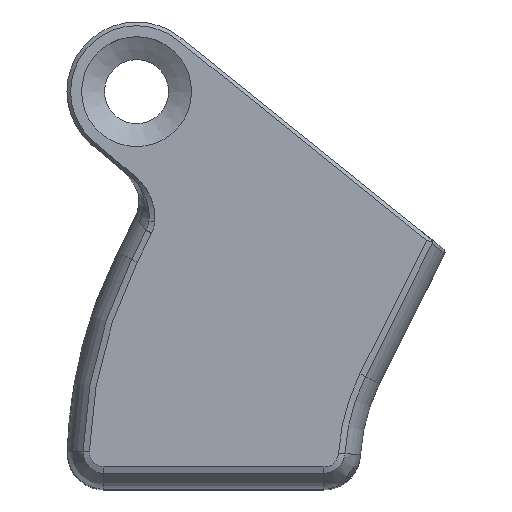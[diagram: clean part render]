
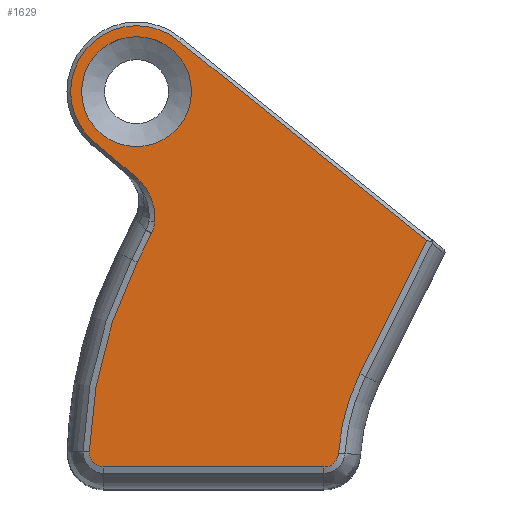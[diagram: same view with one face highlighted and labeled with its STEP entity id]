
A CAD part, top view. The second image highlights one B-rep face of the part: STEP entity #1629.
In plain terms, the highlighted planar face has unit normal (0, 0, 1).
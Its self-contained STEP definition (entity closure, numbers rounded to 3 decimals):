
#84=FACE_BOUND('',#305,.T.);
#86=B_SPLINE_CURVE_WITH_KNOTS('',3,(#2487,#2488,#2489,#2490,#2491,#2492,
#2493,#2494),.UNSPECIFIED.,.F.,.F.,(4,2,2,4),(0.062,0.131,
0.225,0.28),.UNSPECIFIED.);
#87=B_SPLINE_CURVE_WITH_KNOTS('',3,(#2496,#2497,#2498,#2499),
 .UNSPECIFIED.,.F.,.F.,(4,4),(0.183,0.446),
 .UNSPECIFIED.);
#88=B_SPLINE_CURVE_WITH_KNOTS('',3,(#2501,#2502,#2503,#2504),
 .UNSPECIFIED.,.F.,.F.,(4,4),(0.163,0.183),
 .UNSPECIFIED.);
#89=B_SPLINE_CURVE_WITH_KNOTS('',3,(#2506,#2507,#2508,#2509),
 .UNSPECIFIED.,.F.,.F.,(4,4),(-2.869,-2.695),
 .UNSPECIFIED.);
#90=B_SPLINE_CURVE_WITH_KNOTS('',3,(#2511,#2512,#2513,#2514),
 .UNSPECIFIED.,.F.,.F.,(4,4),(0.03,0.464),
 .UNSPECIFIED.);
#91=B_SPLINE_CURVE_WITH_KNOTS('',3,(#2516,#2517,#2518,#2519,#2520),
 .UNSPECIFIED.,.F.,.F.,(4,1,4),(-0.801,0.114,0.801),
 .UNSPECIFIED.);
#92=B_SPLINE_CURVE_WITH_KNOTS('',3,(#2522,#2523,#2524,#2525),
 .UNSPECIFIED.,.F.,.F.,(4,4),(0.728,1.929),
 .UNSPECIFIED.);
#93=B_SPLINE_CURVE_WITH_KNOTS('',3,(#2527,#2528,#2529,#2530,#2531),
 .UNSPECIFIED.,.F.,.F.,(4,1,4),(-1.51,-0.863,0.),
 .UNSPECIFIED.);
#94=B_SPLINE_CURVE_WITH_KNOTS('',3,(#2533,#2534,#2535,#2536),
 .UNSPECIFIED.,.F.,.F.,(4,4),(-0.232,0.171),
 .UNSPECIFIED.);
#95=B_SPLINE_CURVE_WITH_KNOTS('',3,(#2538,#2539,#2540,#2541),
 .UNSPECIFIED.,.F.,.F.,(4,4),(0.254,1.069),
 .UNSPECIFIED.);
#96=B_SPLINE_CURVE_WITH_KNOTS('',3,(#2549,#2550,#2551,#2552),
 .UNSPECIFIED.,.F.,.F.,(4,4),(-0.294,-0.284),
 .UNSPECIFIED.);
#97=B_SPLINE_CURVE_WITH_KNOTS('',3,(#2553,#2554,#2555,#2556),
 .UNSPECIFIED.,.F.,.F.,(4,4),(0.28,0.319),
 .UNSPECIFIED.);
#135=PLANE('',#1760);
#191=FACE_OUTER_BOUND('',#304,.T.);
#304=EDGE_LOOP('',(#1114,#1115,#1116,#1117,#1118,#1119,#1120,#1121,#1122,
#1123,#1124,#1125,#1126,#1127,#1128));
#305=EDGE_LOOP('',(#1129));
#419=LINE('',#2543,#504);
#420=LINE('',#2547,#505);
#504=VECTOR('',#1982,10.);
#505=VECTOR('',#1985,10.);
#590=CIRCLE('',#1759,3.);
#591=CIRCLE('',#1761,3.6);
#701=VERTEX_POINT('',#2481);
#702=VERTEX_POINT('',#2485);
#703=VERTEX_POINT('',#2486);
#704=VERTEX_POINT('',#2495);
#705=VERTEX_POINT('',#2500);
#706=VERTEX_POINT('',#2505);
#707=VERTEX_POINT('',#2510);
#708=VERTEX_POINT('',#2515);
#709=VERTEX_POINT('',#2521);
#710=VERTEX_POINT('',#2526);
#711=VERTEX_POINT('',#2532);
#712=VERTEX_POINT('',#2537);
#713=VERTEX_POINT('',#2542);
#714=VERTEX_POINT('',#2544);
#715=VERTEX_POINT('',#2546);
#716=VERTEX_POINT('',#2548);
#850=EDGE_CURVE('',#701,#701,#590,.T.);
#852=EDGE_CURVE('',#702,#703,#86,.T.);
#853=EDGE_CURVE('',#704,#702,#87,.T.);
#854=EDGE_CURVE('',#705,#704,#88,.T.);
#855=EDGE_CURVE('',#706,#705,#89,.T.);
#856=EDGE_CURVE('',#707,#706,#90,.T.);
#857=EDGE_CURVE('',#708,#707,#91,.T.);
#858=EDGE_CURVE('',#709,#708,#92,.T.);
#859=EDGE_CURVE('',#710,#709,#93,.T.);
#860=EDGE_CURVE('',#711,#710,#94,.T.);
#861=EDGE_CURVE('',#712,#711,#95,.T.);
#862=EDGE_CURVE('',#713,#712,#419,.T.);
#863=EDGE_CURVE('',#714,#713,#591,.T.);
#864=EDGE_CURVE('',#715,#714,#420,.T.);
#865=EDGE_CURVE('',#716,#715,#96,.T.);
#866=EDGE_CURVE('',#703,#716,#97,.T.);
#1114=ORIENTED_EDGE('',*,*,#852,.F.);
#1115=ORIENTED_EDGE('',*,*,#853,.F.);
#1116=ORIENTED_EDGE('',*,*,#854,.F.);
#1117=ORIENTED_EDGE('',*,*,#855,.F.);
#1118=ORIENTED_EDGE('',*,*,#856,.F.);
#1119=ORIENTED_EDGE('',*,*,#857,.F.);
#1120=ORIENTED_EDGE('',*,*,#858,.F.);
#1121=ORIENTED_EDGE('',*,*,#859,.F.);
#1122=ORIENTED_EDGE('',*,*,#860,.F.);
#1123=ORIENTED_EDGE('',*,*,#861,.F.);
#1124=ORIENTED_EDGE('',*,*,#862,.F.);
#1125=ORIENTED_EDGE('',*,*,#863,.F.);
#1126=ORIENTED_EDGE('',*,*,#864,.F.);
#1127=ORIENTED_EDGE('',*,*,#865,.F.);
#1128=ORIENTED_EDGE('',*,*,#866,.F.);
#1129=ORIENTED_EDGE('',*,*,#850,.T.);
#1629=ADVANCED_FACE('',(#191,#84),#135,.T.);
#1759=AXIS2_PLACEMENT_3D('',#2482,#1977,#1978);
#1760=AXIS2_PLACEMENT_3D('',#2484,#1980,#1981);
#1761=AXIS2_PLACEMENT_3D('',#2545,#1983,#1984);
#1977=DIRECTION('center_axis',(0.,0.,-1.));
#1978=DIRECTION('ref_axis',(1.,0.,0.));
#1980=DIRECTION('center_axis',(0.,0.,1.));
#1981=DIRECTION('ref_axis',(1.,0.,0.));
#1982=DIRECTION('',(0.779,-0.627,0.));
#1983=DIRECTION('center_axis',(0.,0.,-1.));
#1984=DIRECTION('ref_axis',(0.641,0.768,0.));
#1985=DIRECTION('',(-0.768,0.641,0.));
#2481=CARTESIAN_POINT('',(235.093,347.72,71.));
#2482=CARTESIAN_POINT('Origin',(238.093,347.72,71.));
#2484=CARTESIAN_POINT('Origin',(277.825,345.075,71.));
#2485=CARTESIAN_POINT('',(239.086,340.606,71.));
#2486=CARTESIAN_POINT('',(238.344,342.779,71.));
#2487=CARTESIAN_POINT('Ctrl Pts',(239.086,340.606,71.));
#2488=CARTESIAN_POINT('Ctrl Pts',(239.11,340.86,71.));
#2489=CARTESIAN_POINT('Ctrl Pts',(239.092,341.117,71.));
#2490=CARTESIAN_POINT('Ctrl Pts',(238.978,341.69,71.));
#2491=CARTESIAN_POINT('Ctrl Pts',(238.857,342.009,71.));
#2492=CARTESIAN_POINT('Ctrl Pts',(238.59,342.47,71.));
#2493=CARTESIAN_POINT('Ctrl Pts',(238.475,342.631,71.));
#2494=CARTESIAN_POINT('Ctrl Pts',(238.344,342.779,71.));
#2495=CARTESIAN_POINT('',(238.927,340.008,71.));
#2496=CARTESIAN_POINT('Ctrl Pts',(238.927,340.008,71.));
#2497=CARTESIAN_POINT('Ctrl Pts',(239.013,340.191,71.));
#2498=CARTESIAN_POINT('Ctrl Pts',(239.066,340.394,71.));
#2499=CARTESIAN_POINT('Ctrl Pts',(239.086,340.606,71.));
#2500=CARTESIAN_POINT('',(238.907,339.966,71.));
#2501=CARTESIAN_POINT('Ctrl Pts',(238.907,339.966,71.));
#2502=CARTESIAN_POINT('Ctrl Pts',(238.914,339.98,71.));
#2503=CARTESIAN_POINT('Ctrl Pts',(238.921,339.994,71.));
#2504=CARTESIAN_POINT('Ctrl Pts',(238.927,340.008,71.));
#2505=CARTESIAN_POINT('',(238.126,338.407,71.));
#2506=CARTESIAN_POINT('Ctrl Pts',(238.126,338.407,71.));
#2507=CARTESIAN_POINT('Ctrl Pts',(238.387,338.927,71.));
#2508=CARTESIAN_POINT('Ctrl Pts',(238.647,339.446,71.));
#2509=CARTESIAN_POINT('Ctrl Pts',(238.907,339.966,71.));
#2510=CARTESIAN_POINT('',(235.512,328.054,71.));
#2511=CARTESIAN_POINT('Ctrl Pts',(235.512,328.054,71.));
#2512=CARTESIAN_POINT('Ctrl Pts',(235.621,331.64,71.));
#2513=CARTESIAN_POINT('Ctrl Pts',(236.52,335.2,71.));
#2514=CARTESIAN_POINT('Ctrl Pts',(238.126,338.407,71.));
#2515=CARTESIAN_POINT('',(236.312,327.23,71.));
#2516=CARTESIAN_POINT('Ctrl Pts',(236.312,327.23,71.));
#2517=CARTESIAN_POINT('Ctrl Pts',(236.068,327.23,71.));
#2518=CARTESIAN_POINT('Ctrl Pts',(235.646,327.439,71.));
#2519=CARTESIAN_POINT('Ctrl Pts',(235.507,327.871,71.));
#2520=CARTESIAN_POINT('Ctrl Pts',(235.512,328.054,71.));
#2521=CARTESIAN_POINT('',(248.323,327.23,71.));
#2522=CARTESIAN_POINT('Ctrl Pts',(248.323,327.23,71.));
#2523=CARTESIAN_POINT('Ctrl Pts',(244.319,327.23,71.));
#2524=CARTESIAN_POINT('Ctrl Pts',(240.316,327.23,71.));
#2525=CARTESIAN_POINT('Ctrl Pts',(236.312,327.23,71.));
#2526=CARTESIAN_POINT('',(249.122,327.981,71.));
#2527=CARTESIAN_POINT('Ctrl Pts',(249.122,327.981,71.));
#2528=CARTESIAN_POINT('Ctrl Pts',(249.111,327.809,71.));
#2529=CARTESIAN_POINT('Ctrl Pts',(248.952,327.415,71.));
#2530=CARTESIAN_POINT('Ctrl Pts',(248.553,327.23,71.));
#2531=CARTESIAN_POINT('Ctrl Pts',(248.323,327.23,71.));
#2532=CARTESIAN_POINT('',(250.287,332.317,71.));
#2533=CARTESIAN_POINT('Ctrl Pts',(250.287,332.317,71.));
#2534=CARTESIAN_POINT('Ctrl Pts',(249.612,330.97,71.));
#2535=CARTESIAN_POINT('Ctrl Pts',(249.213,329.485,71.));
#2536=CARTESIAN_POINT('Ctrl Pts',(249.122,327.981,71.));
#2537=CARTESIAN_POINT('',(253.934,339.6,71.));
#2538=CARTESIAN_POINT('Ctrl Pts',(253.934,339.6,71.));
#2539=CARTESIAN_POINT('Ctrl Pts',(252.718,337.173,71.));
#2540=CARTESIAN_POINT('Ctrl Pts',(251.503,334.745,71.));
#2541=CARTESIAN_POINT('Ctrl Pts',(250.287,332.317,71.));
#2542=CARTESIAN_POINT('',(240.402,350.482,71.));
#2543=CARTESIAN_POINT('',(260.322,334.464,71.));
#2544=CARTESIAN_POINT('',(235.786,344.957,71.));
#2545=CARTESIAN_POINT('Origin',(238.093,347.72,71.));
#2546=CARTESIAN_POINT('',(237.968,343.135,71.));
#2547=CARTESIAN_POINT('',(249.665,333.364,71.));
#2548=CARTESIAN_POINT('',(238.043,343.072,71.));
#2549=CARTESIAN_POINT('Ctrl Pts',(238.043,343.072,71.));
#2550=CARTESIAN_POINT('Ctrl Pts',(238.018,343.093,71.));
#2551=CARTESIAN_POINT('Ctrl Pts',(237.993,343.114,71.));
#2552=CARTESIAN_POINT('Ctrl Pts',(237.968,343.135,71.));
#2553=CARTESIAN_POINT('Ctrl Pts',(238.344,342.779,71.));
#2554=CARTESIAN_POINT('Ctrl Pts',(238.251,342.884,71.));
#2555=CARTESIAN_POINT('Ctrl Pts',(238.15,342.982,71.));
#2556=CARTESIAN_POINT('Ctrl Pts',(238.043,343.072,71.));
